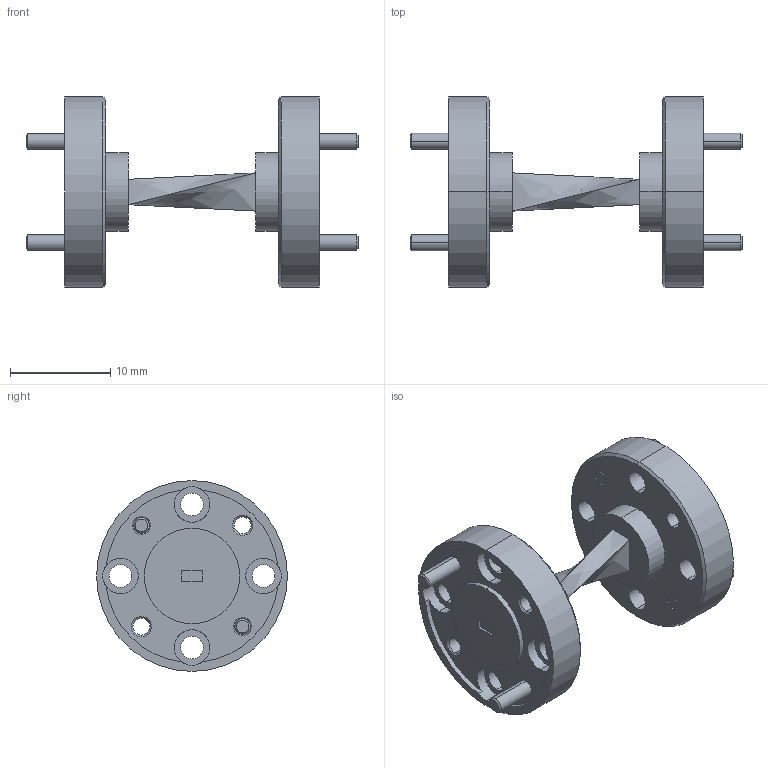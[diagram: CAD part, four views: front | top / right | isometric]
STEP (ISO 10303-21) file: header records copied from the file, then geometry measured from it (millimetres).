
FILE_DESCRIPTION (( 'STEP AP214' ), '1' );
FILE_NAME ('WB-TF-A-L, Defeatured, CTRLD.STEP', '2025-02-27T19:41:29', ( '' ), ( '' ), 'SwSTEP 2.0', 'SolidWorks 2021', '' );
FILE_SCHEMA (( 'AUTOMOTIVE_DESIGN' ));
Length unit declared in the file: inch
Products named in the file (1): WB-TF-A-L, Defeatured, CTRLD
Bounding box: 33.15 x 19.05 x 19.05 mm (x, y, z)
Volume: 2289.1 mm3; surface area: 2374.6 mm2
Topology: 5 solids, 8 shells, 167 faces, 384 edges, 244 vertices
Faces by surface type: cylinder 76, plane 45, cone 36, bspline 10
Entity records: 5034 total; most frequent: CARTESIAN_POINT 974, DIRECTION 889, ORIENTED_EDGE 768, EDGE_CURVE 384, AXIS2_PLACEMENT_3D 362, VERTEX_POINT 244, EDGE_LOOP 210, CIRCLE 204
